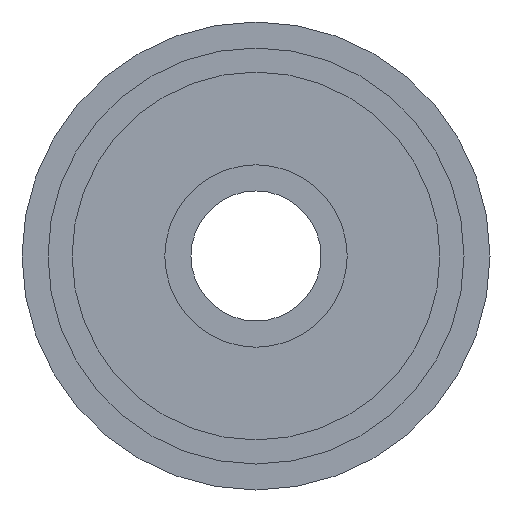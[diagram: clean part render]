
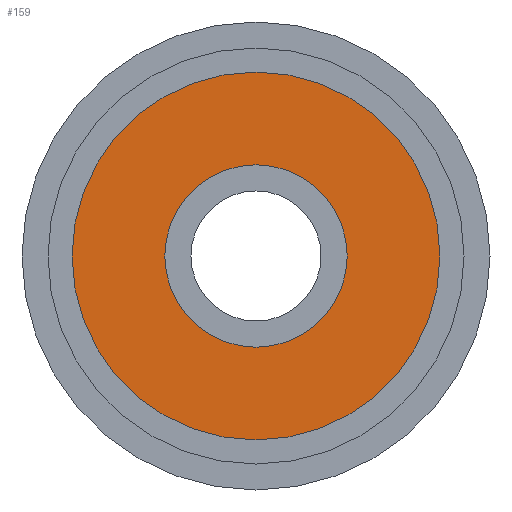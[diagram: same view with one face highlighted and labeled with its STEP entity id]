
A CAD part, left-side view. The second image highlights one B-rep face of the part: STEP entity #159.
In plain terms, the highlighted planar face has unit normal (-1, 0, 0).
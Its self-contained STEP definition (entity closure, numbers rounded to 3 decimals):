
#18=PLANE('',#178);
#26=FACE_BOUND('',#57,.T.);
#40=FACE_OUTER_BOUND('',#56,.T.);
#56=EDGE_LOOP('',(#126));
#57=EDGE_LOOP('',(#127));
#83=CIRCLE('',#179,7.076);
#84=CIRCLE('',#180,3.507);
#97=VERTEX_POINT('',#269);
#98=VERTEX_POINT('',#271);
#111=EDGE_CURVE('',#97,#97,#83,.T.);
#112=EDGE_CURVE('',#98,#98,#84,.T.);
#126=ORIENTED_EDGE('',*,*,#111,.F.);
#127=ORIENTED_EDGE('',*,*,#112,.F.);
#159=ADVANCED_FACE('',(#40,#26),#18,.F.);
#178=AXIS2_PLACEMENT_3D('',#268,#213,#214);
#179=AXIS2_PLACEMENT_3D('',#270,#215,#216);
#180=AXIS2_PLACEMENT_3D('',#272,#217,#218);
#213=DIRECTION('center_axis',(1.,0.,0.));
#214=DIRECTION('ref_axis',(0.,0.,-1.));
#215=DIRECTION('center_axis',(1.,0.,0.));
#216=DIRECTION('ref_axis',(0.,-1.,0.));
#217=DIRECTION('center_axis',(-1.,0.,0.));
#218=DIRECTION('ref_axis',(0.,-1.,0.));
#268=CARTESIAN_POINT('Origin',(-2.,0.,0.));
#269=CARTESIAN_POINT('',(-2.,7.076,0.));
#270=CARTESIAN_POINT('Origin',(-2.,0.,0.));
#271=CARTESIAN_POINT('',(-2.,3.507,0.));
#272=CARTESIAN_POINT('Origin',(-2.,0.,0.));
